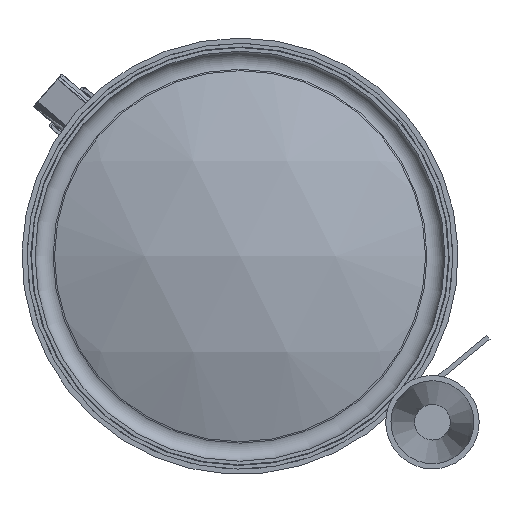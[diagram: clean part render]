
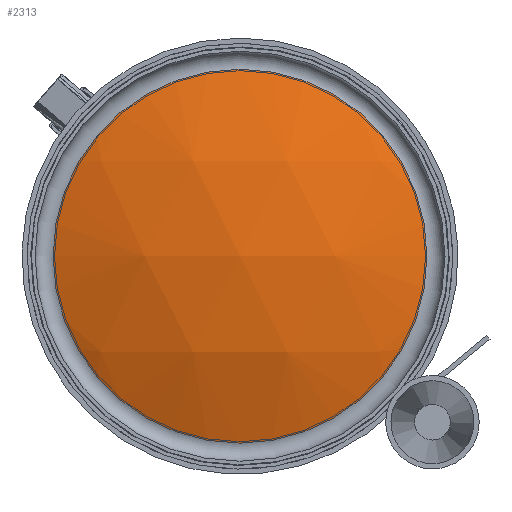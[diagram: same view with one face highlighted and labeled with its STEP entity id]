
A CAD part, front view. The second image highlights one B-rep face of the part: STEP entity #2313.
In plain terms, the highlighted spherical face has radius 184.79 mm.
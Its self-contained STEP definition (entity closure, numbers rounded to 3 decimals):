
#2313=ADVANCED_FACE('',(#3322),#3323,.T.);
#3322=FACE_OUTER_BOUND('',#5374,.T.);
#3323=SPHERICAL_SURFACE('',#5375,184.79);
#5374=EDGE_LOOP('',(#9618,#9619));
#5375=AXIS2_PLACEMENT_3D('',#9620,#9621,#9622);
#9618=ORIENTED_EDGE('',*,*,#13274,.F.);
#9619=ORIENTED_EDGE('',*,*,#13275,.F.);
#9620=CARTESIAN_POINT('',(0.0,203.89,0.0));
#9621=DIRECTION('',(0.,0.0,1.0));
#9622=DIRECTION('',(1.0,0.0,0.));
#13274=EDGE_CURVE('',#15607,#15608,#15609,.T.);
#13275=EDGE_CURVE('',#15608,#15607,#15610,.T.);
#15607=VERTEX_POINT('',#21722);
#15608=VERTEX_POINT('',#21723);
#15609=CIRCLE('',#21724,72.002);
#15610=CIRCLE('',#21725,72.002);
#21722=CARTESIAN_POINT('',(-72.002,33.705,0.0));
#21723=CARTESIAN_POINT('',(0.,33.705,-72.002));
#21724=AXIS2_PLACEMENT_3D('',#26014,#26015,#26016);
#21725=AXIS2_PLACEMENT_3D('',#26017,#26018,#26019);
#26014=CARTESIAN_POINT('',(0.,33.705,0.0));
#26015=DIRECTION('',(0.,1.0,0.0));
#26016=DIRECTION('',(1.0,0.,0.0));
#26017=CARTESIAN_POINT('',(0.,33.705,0.0));
#26018=DIRECTION('',(0.,1.0,0.0));
#26019=DIRECTION('',(1.0,0.,0.0));
